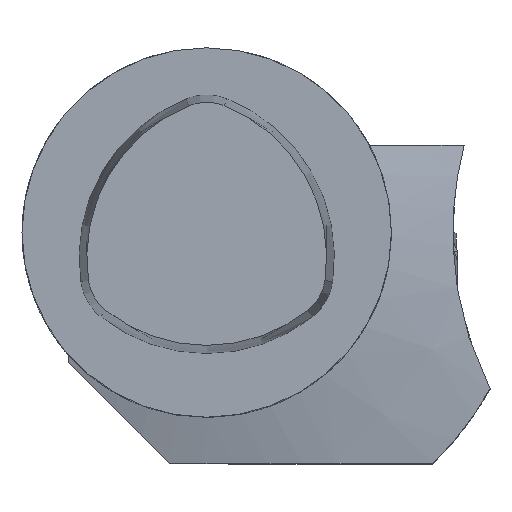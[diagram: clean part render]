
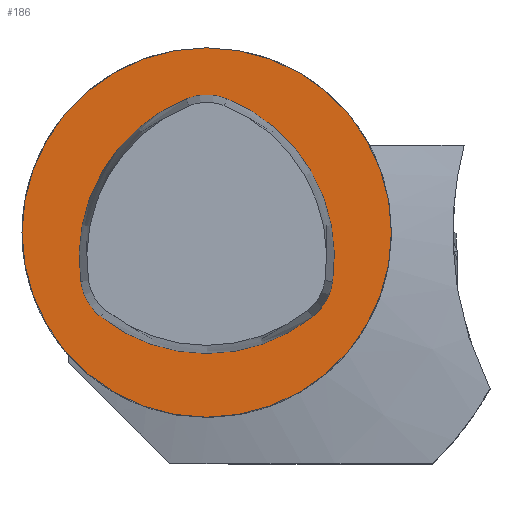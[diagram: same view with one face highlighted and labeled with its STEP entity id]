
A CAD part, top view. The second image highlights one B-rep face of the part: STEP entity #186.
In plain terms, the highlighted planar face has unit normal (0, 0, 1).
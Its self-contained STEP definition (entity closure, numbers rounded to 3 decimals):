
#140=CIRCLE('',#1838,20.);
#186=ADVANCED_FACE('',(#350),#274,.T.);
#274=PLANE('',#1848);
#350=FACE_OUTER_BOUND('',#451,.T.);
#451=EDGE_LOOP('',(#695));
#695=ORIENTED_EDGE('',*,*,#1308,.T.);
#1119=VERTEX_POINT('',#2810);
#1308=EDGE_CURVE('',#1119,#1119,#140,.T.);
#1838=AXIS2_PLACEMENT_3D('',#2809,#2121,#2122);
#1848=AXIS2_PLACEMENT_3D('',#2865,#2147,#2148);
#2121=DIRECTION('',(0.,0.,1.));
#2122=DIRECTION('',(-1.,0.,0.));
#2147=DIRECTION('',(0.,0.,1.));
#2148=DIRECTION('',(-1.,0.,0.));
#2809=CARTESIAN_POINT('',(0.,0.,0.));
#2810=CARTESIAN_POINT('',(-20.,0.,0.));
#2865=CARTESIAN_POINT('',(0.,0.,0.));
